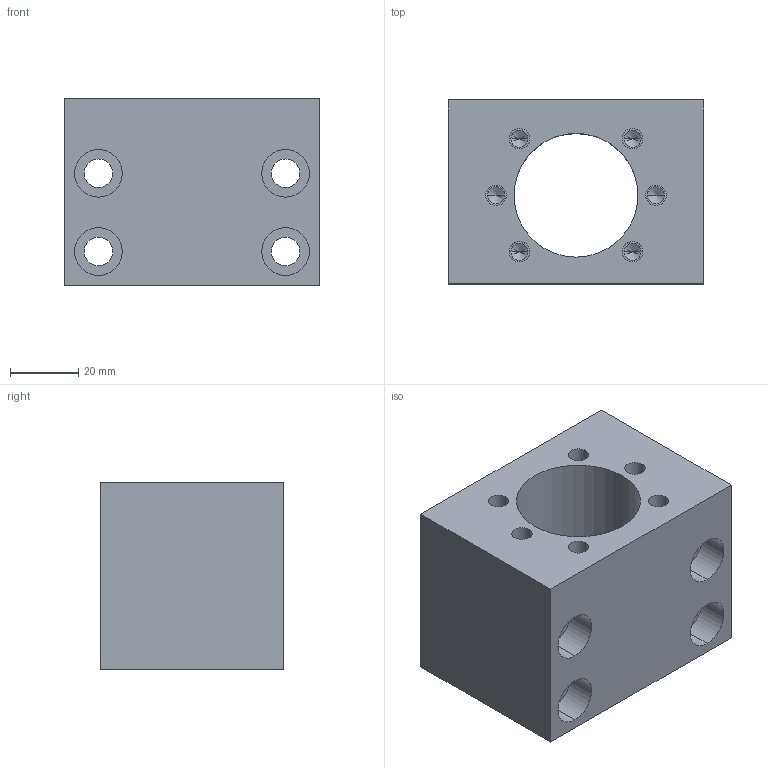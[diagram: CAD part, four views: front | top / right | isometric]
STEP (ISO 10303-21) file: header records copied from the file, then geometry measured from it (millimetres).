
FILE_DESCRIPTION (( 'STEP AP214' ), '1' );
FILE_NAME ('RNB20-Rollco.step', '2023-04-27T09:36:21', ( '' ), ( '' ), 'SwSTEP 2.0', 'SolidWorks 2010', '' );
FILE_SCHEMA (( 'AUTOMOTIVE_DESIGN' ));
Length unit declared in the file: millimetre
Products named in the file (1): RNB20-Rollco
Bounding box: 75 x 54 x 55 mm (x, y, z)
Volume: 146097.4 mm3; surface area: 34424.9 mm2
Topology: 1 solids, 1 shells, 82 faces, 186 edges, 114 vertices
Faces by surface type: cylinder 50, plane 20, cone 12
Entity records: 2304 total; most frequent: DIRECTION 440, CARTESIAN_POINT 371, ORIENTED_EDGE 348, AXIS2_PLACEMENT_3D 183, EDGE_CURVE 174, VERTEX_POINT 114, EDGE_LOOP 112, CIRCLE 100
